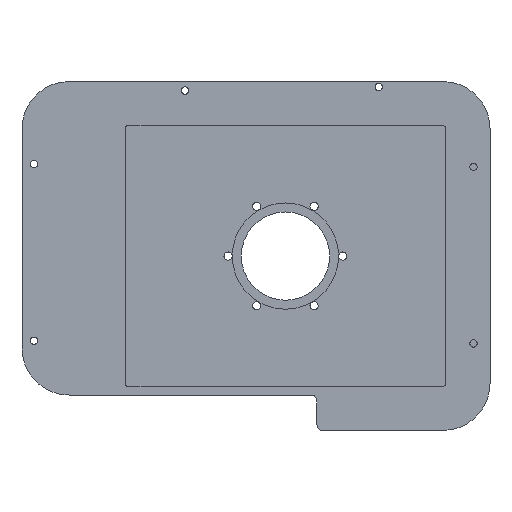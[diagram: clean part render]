
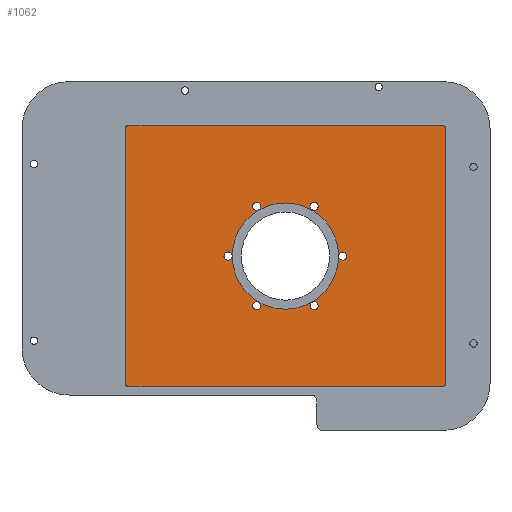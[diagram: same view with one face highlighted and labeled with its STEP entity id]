
A CAD part, top view. The second image highlights one B-rep face of the part: STEP entity #1062.
In plain terms, the highlighted planar face has unit normal (0, 0, 1).
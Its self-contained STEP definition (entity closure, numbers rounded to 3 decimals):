
#34=FACE_BOUND('',#182,.T.);
#35=FACE_BOUND('',#183,.T.);
#36=FACE_BOUND('',#184,.T.);
#37=FACE_BOUND('',#185,.T.);
#38=FACE_BOUND('',#186,.T.);
#39=FACE_BOUND('',#187,.T.);
#40=FACE_BOUND('',#188,.T.);
#57=PLANE('',#1196);
#106=FACE_OUTER_BOUND('',#181,.T.);
#181=EDGE_LOOP('',(#881,#882,#883,#884,#885,#886,#887,#888));
#182=EDGE_LOOP('',(#889));
#183=EDGE_LOOP('',(#890));
#184=EDGE_LOOP('',(#891));
#185=EDGE_LOOP('',(#892));
#186=EDGE_LOOP('',(#893));
#187=EDGE_LOOP('',(#894));
#188=EDGE_LOOP('',(#895));
#263=LINE('',#1803,#345);
#266=LINE('',#1811,#348);
#269=LINE('',#1819,#351);
#271=LINE('',#1825,#353);
#345=VECTOR('',#1443,10.);
#348=VECTOR('',#1452,10.);
#351=VECTOR('',#1461,10.);
#353=VECTOR('',#1469,10.);
#396=CIRCLE('',#1126,18.05);
#399=CIRCLE('',#1131,1.4);
#401=CIRCLE('',#1134,1.4);
#403=CIRCLE('',#1137,1.4);
#405=CIRCLE('',#1140,1.4);
#407=CIRCLE('',#1143,1.4);
#409=CIRCLE('',#1146,1.4);
#433=CIRCLE('',#1185,1.);
#434=CIRCLE('',#1188,1.);
#435=CIRCLE('',#1191,1.);
#436=CIRCLE('',#1194,1.);
#480=VERTEX_POINT('',#1634);
#483=VERTEX_POINT('',#1643);
#485=VERTEX_POINT('',#1649);
#487=VERTEX_POINT('',#1655);
#489=VERTEX_POINT('',#1661);
#491=VERTEX_POINT('',#1667);
#493=VERTEX_POINT('',#1673);
#519=VERTEX_POINT('',#1795);
#520=VERTEX_POINT('',#1797);
#521=VERTEX_POINT('',#1801);
#522=VERTEX_POINT('',#1805);
#523=VERTEX_POINT('',#1809);
#524=VERTEX_POINT('',#1813);
#525=VERTEX_POINT('',#1817);
#526=VERTEX_POINT('',#1821);
#578=EDGE_CURVE('',#480,#480,#396,.T.);
#582=EDGE_CURVE('',#483,#483,#399,.T.);
#585=EDGE_CURVE('',#485,#485,#401,.T.);
#588=EDGE_CURVE('',#487,#487,#403,.T.);
#591=EDGE_CURVE('',#489,#489,#405,.T.);
#594=EDGE_CURVE('',#491,#491,#407,.T.);
#597=EDGE_CURVE('',#493,#493,#409,.T.);
#643=EDGE_CURVE('',#519,#520,#433,.T.);
#646=EDGE_CURVE('',#521,#519,#263,.T.);
#648=EDGE_CURVE('',#522,#521,#434,.T.);
#650=EDGE_CURVE('',#523,#522,#266,.T.);
#652=EDGE_CURVE('',#524,#523,#435,.T.);
#654=EDGE_CURVE('',#525,#524,#269,.T.);
#656=EDGE_CURVE('',#526,#525,#436,.T.);
#657=EDGE_CURVE('',#520,#526,#271,.T.);
#881=ORIENTED_EDGE('',*,*,#657,.F.);
#882=ORIENTED_EDGE('',*,*,#643,.F.);
#883=ORIENTED_EDGE('',*,*,#646,.F.);
#884=ORIENTED_EDGE('',*,*,#648,.F.);
#885=ORIENTED_EDGE('',*,*,#650,.F.);
#886=ORIENTED_EDGE('',*,*,#652,.F.);
#887=ORIENTED_EDGE('',*,*,#654,.F.);
#888=ORIENTED_EDGE('',*,*,#656,.F.);
#889=ORIENTED_EDGE('',*,*,#578,.T.);
#890=ORIENTED_EDGE('',*,*,#582,.T.);
#891=ORIENTED_EDGE('',*,*,#585,.T.);
#892=ORIENTED_EDGE('',*,*,#588,.T.);
#893=ORIENTED_EDGE('',*,*,#591,.T.);
#894=ORIENTED_EDGE('',*,*,#594,.T.);
#895=ORIENTED_EDGE('',*,*,#597,.T.);
#1062=ADVANCED_FACE('',(#106,#34,#35,#36,#37,#38,#39,#40),#57,.T.);
#1126=AXIS2_PLACEMENT_3D('',#1635,#1291,#1292);
#1131=AXIS2_PLACEMENT_3D('',#1644,#1302,#1303);
#1134=AXIS2_PLACEMENT_3D('',#1650,#1309,#1310);
#1137=AXIS2_PLACEMENT_3D('',#1656,#1316,#1317);
#1140=AXIS2_PLACEMENT_3D('',#1662,#1323,#1324);
#1143=AXIS2_PLACEMENT_3D('',#1668,#1330,#1331);
#1146=AXIS2_PLACEMENT_3D('',#1674,#1337,#1338);
#1185=AXIS2_PLACEMENT_3D('',#1798,#1437,#1438);
#1188=AXIS2_PLACEMENT_3D('',#1807,#1447,#1448);
#1191=AXIS2_PLACEMENT_3D('',#1815,#1456,#1457);
#1194=AXIS2_PLACEMENT_3D('',#1823,#1465,#1466);
#1196=AXIS2_PLACEMENT_3D('',#1826,#1470,#1471);
#1291=DIRECTION('center_axis',(0.,0.,-1.));
#1292=DIRECTION('ref_axis',(1.,0.,0.));
#1302=DIRECTION('center_axis',(0.,0.,-1.));
#1303=DIRECTION('ref_axis',(0.5,0.866,0.));
#1309=DIRECTION('center_axis',(0.,0.,-1.));
#1310=DIRECTION('ref_axis',(-0.5,0.866,0.));
#1316=DIRECTION('center_axis',(0.,0.,-1.));
#1317=DIRECTION('ref_axis',(-1.,0.,0.));
#1323=DIRECTION('center_axis',(0.,0.,-1.));
#1324=DIRECTION('ref_axis',(-0.5,-0.866,0.));
#1330=DIRECTION('center_axis',(0.,0.,-1.));
#1331=DIRECTION('ref_axis',(0.5,-0.866,0.));
#1337=DIRECTION('center_axis',(0.,0.,-1.));
#1338=DIRECTION('ref_axis',(1.,0.,0.));
#1437=DIRECTION('center_axis',(0.,0.,-1.));
#1438=DIRECTION('ref_axis',(0.,-1.,0.));
#1443=DIRECTION('',(0.,-1.,0.));
#1447=DIRECTION('center_axis',(0.,0.,-1.));
#1448=DIRECTION('ref_axis',(1.,0.,0.));
#1452=DIRECTION('',(1.,0.,0.));
#1456=DIRECTION('center_axis',(0.,0.,-1.));
#1457=DIRECTION('ref_axis',(0.,1.,0.));
#1461=DIRECTION('',(0.,1.,0.));
#1465=DIRECTION('center_axis',(0.,0.,-1.));
#1466=DIRECTION('ref_axis',(-1.,0.,0.));
#1469=DIRECTION('',(-1.,0.,0.));
#1470=DIRECTION('center_axis',(0.,0.,1.));
#1471=DIRECTION('ref_axis',(1.,0.,0.));
#1634=CARTESIAN_POINT('',(-18.05,35.199,3.));
#1635=CARTESIAN_POINT('Origin',(0.,35.199,3.));
#1643=CARTESIAN_POINT('',(9.046,50.868,3.));
#1644=CARTESIAN_POINT('Origin',(9.746,52.08,3.));
#1649=CARTESIAN_POINT('',(-9.046,50.868,3.));
#1650=CARTESIAN_POINT('Origin',(-9.746,52.08,3.));
#1655=CARTESIAN_POINT('',(-18.092,35.199,3.));
#1656=CARTESIAN_POINT('Origin',(-19.492,35.199,3.));
#1661=CARTESIAN_POINT('',(-9.046,19.531,3.));
#1662=CARTESIAN_POINT('Origin',(-9.746,18.319,3.));
#1667=CARTESIAN_POINT('',(9.046,19.531,3.));
#1668=CARTESIAN_POINT('Origin',(9.746,18.319,3.));
#1673=CARTESIAN_POINT('',(18.092,35.199,3.));
#1674=CARTESIAN_POINT('Origin',(19.492,35.199,3.));
#1795=CARTESIAN_POINT('',(54.5,-8.051,3.));
#1797=CARTESIAN_POINT('',(53.5,-9.051,3.));
#1798=CARTESIAN_POINT('Origin',(53.5,-8.051,3.));
#1801=CARTESIAN_POINT('',(54.5,78.449,3.));
#1803=CARTESIAN_POINT('',(54.5,-8.051,3.));
#1805=CARTESIAN_POINT('',(53.5,79.449,3.));
#1807=CARTESIAN_POINT('Origin',(53.5,78.449,3.));
#1809=CARTESIAN_POINT('',(-53.5,79.449,3.));
#1811=CARTESIAN_POINT('',(53.5,79.449,3.));
#1813=CARTESIAN_POINT('',(-54.5,78.449,3.));
#1815=CARTESIAN_POINT('Origin',(-53.5,78.449,3.));
#1817=CARTESIAN_POINT('',(-54.5,-8.051,3.));
#1819=CARTESIAN_POINT('',(-54.5,78.449,3.));
#1821=CARTESIAN_POINT('',(-53.5,-9.051,3.));
#1823=CARTESIAN_POINT('Origin',(-53.5,-8.051,3.));
#1825=CARTESIAN_POINT('',(-53.5,-9.051,3.));
#1826=CARTESIAN_POINT('Origin',(0.,35.199,3.));
